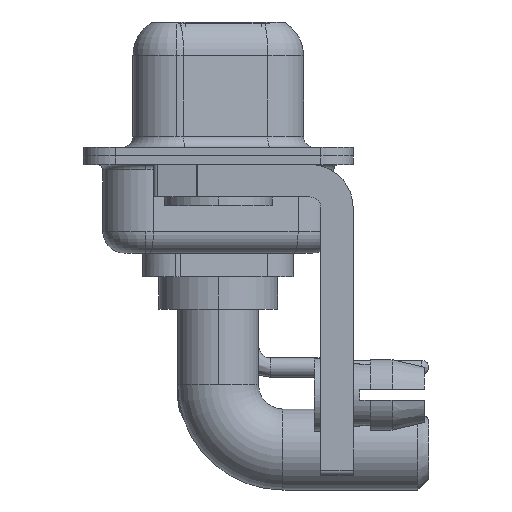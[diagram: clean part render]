
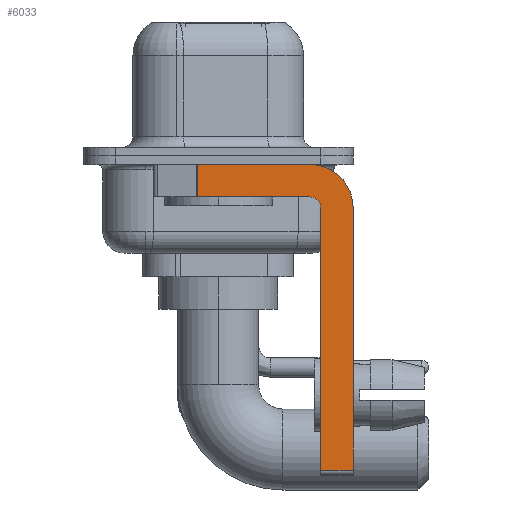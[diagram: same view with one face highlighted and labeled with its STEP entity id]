
A CAD part, left-side view. The second image highlights one B-rep face of the part: STEP entity #6033.
In plain terms, the highlighted planar face has unit normal (-1, 0, 0).
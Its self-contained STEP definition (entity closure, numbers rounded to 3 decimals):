
#592 = DIRECTION ( 'NONE',  ( 1., 0., 0. ) ) ;
#1183 = LINE ( 'NONE', #1299, #16556 ) ;
#1299 = CARTESIAN_POINT ( 'NONE',  ( -2.9, -4.25, -14.55 ) ) ;
#1503 = DIRECTION ( 'NONE',  ( 0., -1., 0. ) ) ;
#2105 = ORIENTED_EDGE ( 'NONE', *, *, #8702, .T. ) ;
#2110 = PLANE ( 'NONE',  #7845 ) ;
#2264 = DIRECTION ( 'NONE',  ( -1., 0., 0. ) ) ;
#2689 = ORIENTED_EDGE ( 'NONE', *, *, #9571, .F. ) ;
#2897 = VERTEX_POINT ( 'NONE', #19051 ) ;
#3735 = EDGE_CURVE ( 'NONE', #8845, #6026, #19604, .T. ) ;
#3880 = CARTESIAN_POINT ( 'NONE',  ( -2.9, -6.25, -2.4 ) ) ;
#4041 = CARTESIAN_POINT ( 'NONE',  ( -2.9, 0.978, -0.4 ) ) ;
#4459 = DIRECTION ( 'NONE',  ( 0., 0., 1. ) ) ;
#4660 = VECTOR ( 'NONE', #5289, 1000. ) ;
#4972 = CARTESIAN_POINT ( 'NONE',  ( -2.9, 3., -0.4 ) ) ;
#5289 = DIRECTION ( 'NONE',  ( 0., 0., -1. ) ) ;
#5689 = VERTEX_POINT ( 'NONE', #13937 ) ;
#6026 = VERTEX_POINT ( 'NONE', #15436 ) ;
#6033 = ADVANCED_FACE ( 'NONE', ( #6993 ), #2110, .F. ) ;
#6174 = ORIENTED_EDGE ( 'NONE', *, *, #3735, .F. ) ;
#6593 = VECTOR ( 'NONE', #13712, 1000. ) ;
#6852 = CIRCLE ( 'NONE', #10632, 2. ) ;
#6968 = ORIENTED_EDGE ( 'NONE', *, *, #20310, .T. ) ;
#6993 = FACE_OUTER_BOUND ( 'NONE', #10131, .T. ) ;
#7057 = EDGE_CURVE ( 'NONE', #2897, #10779, #6852, .T. ) ;
#7109 = LINE ( 'NONE', #20132, #6593 ) ;
#7345 = VECTOR ( 'NONE', #4459, 1000. ) ;
#7629 = ORIENTED_EDGE ( 'NONE', *, *, #15025, .F. ) ;
#7652 = EDGE_CURVE ( 'NONE', #16098, #2897, #15148, .T. ) ;
#7712 = CARTESIAN_POINT ( 'NONE',  ( -2.9, -4.25, -2.4 ) ) ;
#7845 = AXIS2_PLACEMENT_3D ( 'NONE', #18385, #592, #11961 ) ;
#8123 = CARTESIAN_POINT ( 'NONE',  ( -2.9, -4.75, -2.4 ) ) ;
#8185 = CARTESIAN_POINT ( 'NONE',  ( -2.9, -6.25, -2.4 ) ) ;
#8702 = EDGE_CURVE ( 'NONE', #5689, #11500, #1183, .T. ) ;
#8845 = VERTEX_POINT ( 'NONE', #8123 ) ;
#8975 = CARTESIAN_POINT ( 'NONE',  ( -2.9, 0.978, -1.9 ) ) ;
#9007 = CARTESIAN_POINT ( 'NONE',  ( -2.9, -6.25, -14.55 ) ) ;
#9543 = CARTESIAN_POINT ( 'NONE',  ( -2.9, -4.75, -14.8 ) ) ;
#9552 = ORIENTED_EDGE ( 'NONE', *, *, #12095, .F. ) ;
#9571 = EDGE_CURVE ( 'NONE', #6026, #21463, #7109, .T. ) ;
#10131 = EDGE_LOOP ( 'NONE', ( #13192, #6968, #2689, #6174, #9552, #2105, #7629, #21207 ) ) ;
#10485 = CARTESIAN_POINT ( 'NONE',  ( -2.9, -4.25, -2.4 ) ) ;
#10632 = AXIS2_PLACEMENT_3D ( 'NONE', #7712, #14312, #18008 ) ;
#10779 = VERTEX_POINT ( 'NONE', #8185 ) ;
#10898 = LINE ( 'NONE', #8975, #12042 ) ;
#11500 = VERTEX_POINT ( 'NONE', #9007 ) ;
#11961 = DIRECTION ( 'NONE',  ( 0., 0., -1. ) ) ;
#12007 = DIRECTION ( 'NONE',  ( 0., 0., 1. ) ) ;
#12042 = VECTOR ( 'NONE', #17525, 1000. ) ;
#12095 = EDGE_CURVE ( 'NONE', #5689, #8845, #16251, .T. ) ;
#13192 = ORIENTED_EDGE ( 'NONE', *, *, #7652, .F. ) ;
#13712 = DIRECTION ( 'NONE',  ( 0., 1., 0. ) ) ;
#13937 = CARTESIAN_POINT ( 'NONE',  ( -2.9, -4.75, -14.55 ) ) ;
#14312 = DIRECTION ( 'NONE',  ( 1., 0., 0. ) ) ;
#15025 = EDGE_CURVE ( 'NONE', #10779, #11500, #15354, .T. ) ;
#15148 = LINE ( 'NONE', #4972, #16888 ) ;
#15354 = LINE ( 'NONE', #3880, #4660 ) ;
#15436 = CARTESIAN_POINT ( 'NONE',  ( -2.9, -4.25, -1.9 ) ) ;
#15549 = CARTESIAN_POINT ( 'NONE',  ( -2.9, 0.978, -1.9 ) ) ;
#16098 = VERTEX_POINT ( 'NONE', #4041 ) ;
#16251 = LINE ( 'NONE', #9543, #7345 ) ;
#16556 = VECTOR ( 'NONE', #20827, 1000. ) ;
#16888 = VECTOR ( 'NONE', #1503, 1000. ) ;
#17525 = DIRECTION ( 'NONE',  ( 0., 0., -1. ) ) ;
#18008 = DIRECTION ( 'NONE',  ( 0., 0., -1. ) ) ;
#18385 = CARTESIAN_POINT ( 'NONE',  ( -2.9, -4.25, -2.4 ) ) ;
#19051 = CARTESIAN_POINT ( 'NONE',  ( -2.9, -4.25, -0.4 ) ) ;
#19238 = AXIS2_PLACEMENT_3D ( 'NONE', #10485, #2264, #12007 ) ;
#19604 = CIRCLE ( 'NONE', #19238, 0.5 ) ;
#20132 = CARTESIAN_POINT ( 'NONE',  ( -2.9, -4.25, -1.9 ) ) ;
#20310 = EDGE_CURVE ( 'NONE', #16098, #21463, #10898, .T. ) ;
#20827 = DIRECTION ( 'NONE',  ( 0., -1., 0. ) ) ;
#21207 = ORIENTED_EDGE ( 'NONE', *, *, #7057, .F. ) ;
#21463 = VERTEX_POINT ( 'NONE', #15549 ) ;
